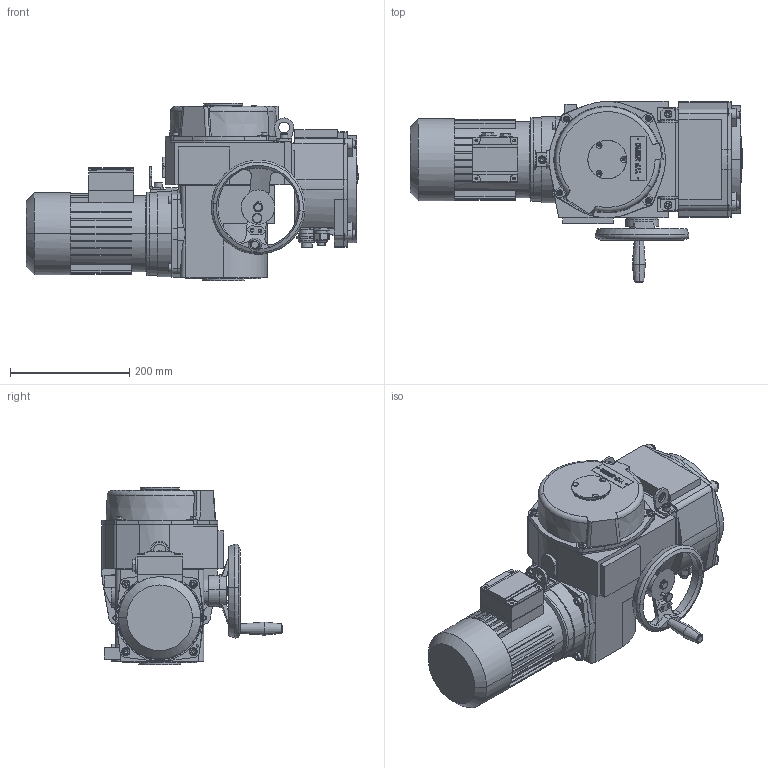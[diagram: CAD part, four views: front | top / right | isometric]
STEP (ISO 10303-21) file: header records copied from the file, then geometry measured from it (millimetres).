
FILE_DESCRIPTION (( 'STEP AP214' ), '1' );
FILE_NAME ('Servomotor_52020_MOA F10-C.STEP', '2025-05-06T05:22:53', ( '' ), ( '' ), 'SwSTEP 2.0', 'SolidWorks 2015', '' );
FILE_SCHEMA (( 'AUTOMOTIVE_DESIGN' ));
Length unit declared in the file: millimetre
Products named in the file (22): PruchodkaM20; Sroub M8x20-12.9-E3J ISO 4762; VikoF10_52985; Predloha_252934; krytMONoprac; skrin_151596; Vicko_61229; Sroub M8x25-12.9-E3J ISO 4762; Sroub_63635; Zatka_motoru_M25; Sroub M5x25-12.9-E3J ISO 4762; Elmotor_7073; Rukojet; Zatka_motoru_M16; Hridel_rucniho_kola; Stitek_52030; Zaves_62483; 51630; Servomotor_52020_MOA F10-C; Rucni_kolo_53744; HSK_M_Ex_M25x15; 51920_do_sestavy
Assembly tree (37 placements, depth 2):
  Servomotor_52020_MOA F10-C
    skrin_151596
    Predloha_252934
    51630
    VikoF10_52985
    51920_do_sestavy
    krytMONoprac
    Elmotor_7073
    Rucni_kolo_53744
    Rukojet
    Sroub_63635
    Vicko_61229
    Hridel_rucniho_kola
    Zatka_motoru_M16
    Zatka_motoru_M25
    Zaves_62483  x3
    PruchodkaM20  x3
    HSK_M_Ex_M25x15
    Stitek_52030
    Sroub M8x25-12.9-E3J ISO 4762  x4
    Sroub M5x25-12.9-E3J ISO 4762  x4
    Sroub M8x20-12.9-E3J ISO 4762  x7
Bounding box: 556.79 x 303.54 x 297 mm (x, y, z)
Volume: 9018908.1 mm3; surface area: 1168284.7 mm2
Topology: 39 solids, 39 shells, 2351 faces, 5762 edges, 3598 vertices
Faces by surface type: plane 1049, cylinder 763, cone 388, bspline 78, torus 73
Entity records: 66512 total; most frequent: CARTESIAN_POINT 16203, DIRECTION 9608, ORIENTED_EDGE 9328, EDGE_CURVE 4664, AXIS2_PLACEMENT_3D 3540, VERTEX_POINT 3012, LINE 2528, VECTOR 2528
